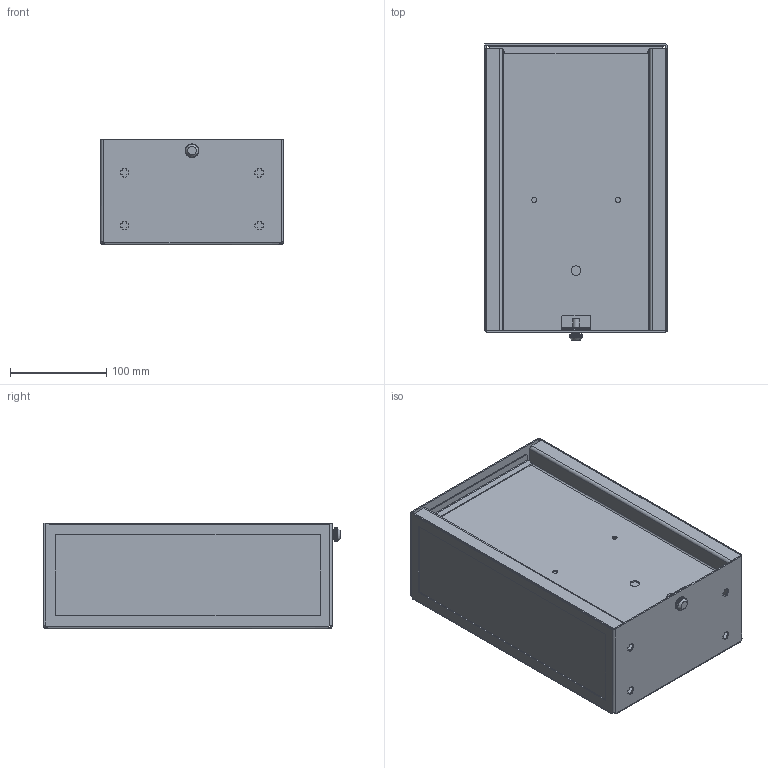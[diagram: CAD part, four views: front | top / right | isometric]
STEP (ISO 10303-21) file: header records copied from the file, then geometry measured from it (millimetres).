
FILE_DESCRIPTION (( 'STEP AP203' ), '1' );
FILE_NAME ('Lofoten 1940.STEP', '2025-10-22T10:27:31', ( '' ), ( '' ), 'SwSTEP 2.0', 'SolidWorks 2024', '' );
FILE_SCHEMA (( 'CONFIG_CONTROL_DESIGN' ));
Length unit declared in the file: millimetre
Products named in the file (14): Model 105_SZYBA BOK_rs_w41; Tąśma kleją dwustr_rs; Lofoten 1940; Model 105_MOCOW_rs; Model 105_Przód_rs_W2; Model 105_KĄT 2_rs_W2; M105_TYŁ KOM_rs_M105B; Śruba ozdobna B-651-00-01_rs; M105_PRZÓD KPL_rs_W4; M105_PRZÓD SPAW_rs_w4; NN Z FAZĄ M5_rs_x1; M105_TYŁ SPAW_rs_M105B; Model 105_SZYBA PRZÓD_rs_w5; Model 105_TYŁ_rs_M105B
Assembly tree (21 placements, depth 4):
  Lofoten 1940
    M105_TYŁ KOM_rs_M105B
      M105_TYŁ SPAW_rs_M105B
        Model 105_TYŁ_rs_M105B
        Model 105_MOCOW_rs
      NN Z FAZĄ M5_rs_x1
    M105_PRZÓD KPL_rs_W4
      M105_PRZÓD SPAW_rs_w4
        Model 105_Przód_rs_W2
        Model 105_KĄT 2_rs_W2
      Model 105_SZYBA PRZÓD_rs_w5
      Model 105_SZYBA BOK_rs_w41  x2
      Tąśma kleją dwustr_rs  x8
    Śruba ozdobna B-651-00-01_rs
Bounding box: 189.89 x 308.28 x 110 mm (x, y, z)
Volume: 648520.8 mm3; surface area: 520454.5 mm2
Topology: 17 solids, 17 shells, 589 faces, 1531 edges, 979 vertices
Faces by surface type: plane 408, cylinder 143, cone 16, bspline 14, torus 6, sphere 2
Entity records: 18935 total; most frequent: CARTESIAN_POINT 4302, ORIENTED_EDGE 2864, DIRECTION 2463, EDGE_CURVE 1432, VERTEX_POINT 913, AXIS2_PLACEMENT_3D 852, VECTOR 759, LINE 759
